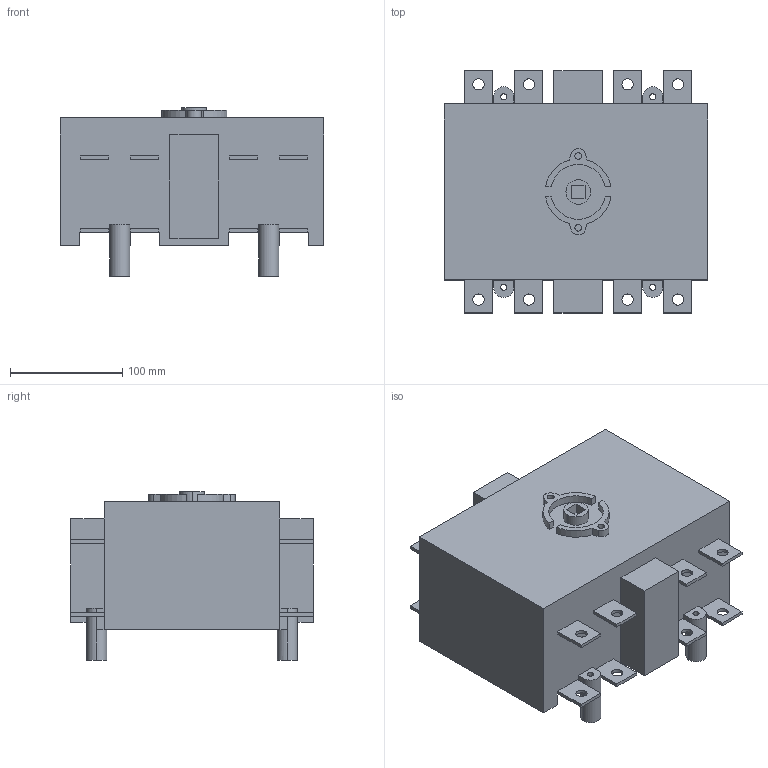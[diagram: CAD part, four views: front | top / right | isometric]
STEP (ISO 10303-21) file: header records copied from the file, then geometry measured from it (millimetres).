
FILE_DESCRIPTION((''),'2;1');
FILE_NAME('3d_GE0250ET4.stp','2013-07-10T14:33:48',(''),(''),'Mechanical Desktop 2011','Mechanical Desktop 2011',', , ');
FILE_SCHEMA(('CONFIG_CONTROL_DESIGN'));
Length unit declared in the file: millimetre
Products named in the file (1): Product
Bounding box: 235 x 216 x 150.75 mm (x, y, z)
Volume: 4329843.1 mm3; surface area: 250660 mm2
Topology: 7 solids, 7 shells, 208 faces, 1181 edges, 1619 vertices
Faces by surface type: plane 101, bspline 61, cylinder 46
Entity records: 10841 total; most frequent: CARTESIAN_POINT 2925, DIRECTION 1774, ORIENTED_EDGE 1080, VECTOR 884, LINE 884, TRIMMED_CURVE 620, EDGE_CURVE 540, AXIS2_PLACEMENT_3D 445
